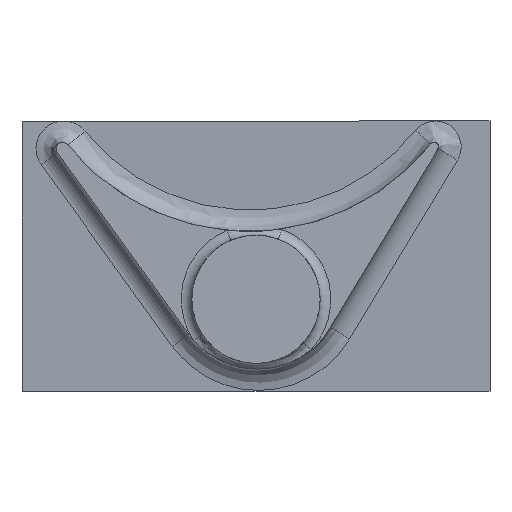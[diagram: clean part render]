
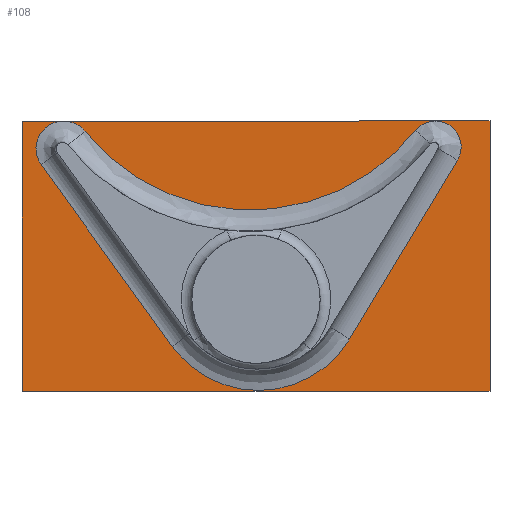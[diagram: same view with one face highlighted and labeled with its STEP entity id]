
A CAD part, left-side view. The second image highlights one B-rep face of the part: STEP entity #108.
In plain terms, the highlighted planar face has unit normal (-0.998, 0.06, 0).
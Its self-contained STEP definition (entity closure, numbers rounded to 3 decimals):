
#76=ELLIPSE('',#983,1.297,1.294);
#77=ELLIPSE('',#984,1.297,1.294);
#78=ELLIPSE('',#985,9.929,9.911);
#79=ELLIPSE('',#986,1.207,1.204);
#80=ELLIPSE('',#987,4.992,4.983);
#108=ADVANCED_FACE('',(#186),#153,.F.);
#153=PLANE('',#988);
#186=FACE_OUTER_BOUND('',#237,.T.);
#237=EDGE_LOOP('',(#584,#585,#586,#587,#588,#589,#590,#591,#592,#593,#594,
#595));
#271=LINE('',#1357,#352);
#322=LINE('',#1491,#403);
#325=LINE('',#1496,#406);
#337=LINE('',#1549,#418);
#338=LINE('',#1558,#419);
#339=LINE('',#1560,#420);
#340=LINE('',#1570,#421);
#352=VECTOR('',#1080,1.);
#403=VECTOR('',#1159,1.);
#406=VECTOR('',#1164,1.);
#418=VECTOR('',#1194,1.);
#419=VECTOR('',#1195,1.);
#420=VECTOR('',#1198,1.);
#421=VECTOR('',#1207,1.);
#584=ORIENTED_EDGE('',*,*,#886,.T.);
#585=ORIENTED_EDGE('',*,*,#887,.T.);
#586=ORIENTED_EDGE('',*,*,#883,.F.);
#587=ORIENTED_EDGE('',*,*,#856,.F.);
#588=ORIENTED_EDGE('',*,*,#859,.F.);
#589=ORIENTED_EDGE('',*,*,#801,.F.);
#590=ORIENTED_EDGE('',*,*,#885,.F.);
#591=ORIENTED_EDGE('',*,*,#888,.T.);
#592=ORIENTED_EDGE('',*,*,#889,.T.);
#593=ORIENTED_EDGE('',*,*,#890,.T.);
#594=ORIENTED_EDGE('',*,*,#891,.T.);
#595=ORIENTED_EDGE('',*,*,#892,.T.);
#708=VERTEX_POINT('',#1356);
#709=VERTEX_POINT('',#1358);
#761=VERTEX_POINT('',#1490);
#762=VERTEX_POINT('',#1492);
#763=VERTEX_POINT('',#1550);
#764=VERTEX_POINT('',#1557);
#765=VERTEX_POINT('',#1561);
#766=VERTEX_POINT('',#1562);
#767=VERTEX_POINT('',#1565);
#768=VERTEX_POINT('',#1567);
#769=VERTEX_POINT('',#1569);
#770=VERTEX_POINT('',#1571);
#801=EDGE_CURVE('',#708,#709,#271,.T.);
#856=EDGE_CURVE('',#761,#762,#322,.T.);
#859=EDGE_CURVE('',#709,#761,#325,.T.);
#883=EDGE_CURVE('',#762,#763,#337,.T.);
#885=EDGE_CURVE('',#764,#708,#338,.T.);
#886=EDGE_CURVE('',#765,#766,#339,.T.);
#887=EDGE_CURVE('',#766,#763,#76,.T.);
#888=EDGE_CURVE('',#764,#767,#77,.T.);
#889=EDGE_CURVE('',#767,#768,#78,.T.);
#890=EDGE_CURVE('',#768,#769,#79,.T.);
#891=EDGE_CURVE('',#769,#770,#340,.T.);
#892=EDGE_CURVE('',#770,#765,#80,.T.);
#983=AXIS2_PLACEMENT_3D('',#1563,#1199,#1200);
#984=AXIS2_PLACEMENT_3D('',#1564,#1201,#1202);
#985=AXIS2_PLACEMENT_3D('',#1566,#1203,#1204);
#986=AXIS2_PLACEMENT_3D('',#1568,#1205,#1206);
#987=AXIS2_PLACEMENT_3D('',#1572,#1208,#1209);
#988=AXIS2_PLACEMENT_3D('',#1573,#1210,#1211);
#1080=DIRECTION('',(0.,0.,-1.));
#1159=DIRECTION('',(0.,0.,1.));
#1164=DIRECTION('',(0.06,0.998,0.));
#1194=DIRECTION('',(-0.06,-0.998,0.002));
#1195=DIRECTION('',(-0.06,-0.998,0.002));
#1198=DIRECTION('',(0.035,0.585,0.81));
#1199=DIRECTION('',(0.998,-0.06,0.));
#1200=DIRECTION('',(-0.06,-0.998,0.));
#1201=DIRECTION('',(0.998,-0.06,0.));
#1202=DIRECTION('',(-0.06,-0.998,0.));
#1203=DIRECTION('',(-0.998,0.06,0.));
#1204=DIRECTION('',(-0.06,-0.998,0.));
#1205=DIRECTION('',(0.998,-0.06,0.));
#1206=DIRECTION('',(-0.06,-0.998,0.));
#1207=DIRECTION('',(0.031,0.516,-0.856));
#1208=DIRECTION('',(0.998,-0.06,0.));
#1209=DIRECTION('',(-0.06,-0.998,0.));
#1210=DIRECTION('',(0.998,-0.06,0.));
#1211=DIRECTION('',(0.06,0.998,0.));
#1356=CARTESIAN_POINT('',(-10.024,-10.95,12.864));
#1357=CARTESIAN_POINT('',(-10.024,-10.95,15.));
#1358=CARTESIAN_POINT('',(-10.024,-10.95,0.2));
#1490=CARTESIAN_POINT('',(-8.704,10.95,0.2));
#1491=CARTESIAN_POINT('',(-8.704,10.95,15.));
#1492=CARTESIAN_POINT('',(-8.704,10.95,12.811));
#1496=CARTESIAN_POINT('',(-9.33,0.562,0.2));
#1549=CARTESIAN_POINT('',(-10.665,-21.58,12.89));
#1550=CARTESIAN_POINT('',(-8.804,9.302,12.815));
#1557=CARTESIAN_POINT('',(-8.839,8.71,12.816));
#1558=CARTESIAN_POINT('',(-10.665,-21.58,12.89));
#1560=CARTESIAN_POINT('',(-8.757,10.072,10.825));
#1561=CARTESIAN_POINT('',(-9.128,3.923,2.307));
#1562=CARTESIAN_POINT('',(-8.758,10.052,10.798));
#1563=CARTESIAN_POINT('',(-8.822,9.003,11.556));
#1564=CARTESIAN_POINT('',(-8.822,9.003,11.556));
#1565=CARTESIAN_POINT('',(-8.882,7.995,12.368));
#1566=CARTESIAN_POINT('',(-9.347,0.282,18.591));
#1567=CARTESIAN_POINT('',(-9.814,-7.456,12.398));
#1568=CARTESIAN_POINT('',(-9.87,-8.396,11.646));
#1569=CARTESIAN_POINT('',(-9.932,-9.428,11.024));
#1570=CARTESIAN_POINT('',(-9.628,-4.37,2.625));
#1571=CARTESIAN_POINT('',(-9.629,-4.386,2.653));
#1572=CARTESIAN_POINT('',(-9.371,-0.117,5.223));
#1573=CARTESIAN_POINT('',(-10.298,-15.5,-25.));
